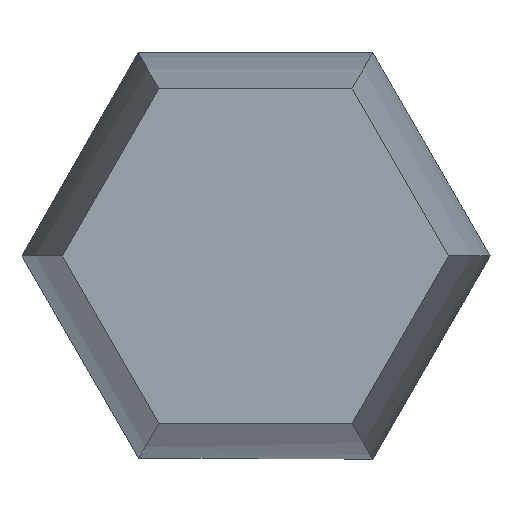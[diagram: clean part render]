
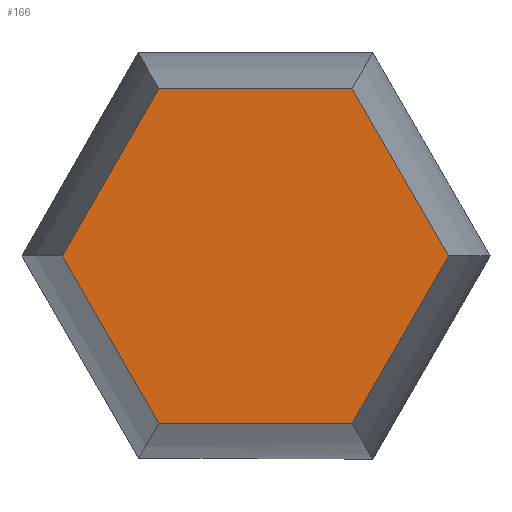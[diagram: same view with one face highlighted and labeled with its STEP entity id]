
A CAD part, front view. The second image highlights one B-rep face of the part: STEP entity #166.
In plain terms, the highlighted planar face has unit normal (0, -1, 0).
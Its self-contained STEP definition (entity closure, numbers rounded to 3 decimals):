
#5 = CARTESIAN_POINT ( 'NONE',  ( 26.726, 0., -46.292 ) ) ;
#11 = VECTOR ( 'NONE', #29, 1000. ) ;
#14 = VERTEX_POINT ( 'NONE', #200 ) ;
#19 = EDGE_CURVE ( 'NONE', #274, #246, #181, .T. ) ;
#22 = DIRECTION ( 'NONE',  ( -1., 0., 0. ) ) ;
#29 = DIRECTION ( 'NONE',  ( -0.5, 0., 0.866 ) ) ;
#30 = CARTESIAN_POINT ( 'NONE',  ( 53.453, 0., 0. ) ) ;
#33 = VECTOR ( 'NONE', #236, 1000. ) ;
#37 = EDGE_CURVE ( 'NONE', #40, #14, #53, .T. ) ;
#40 = VERTEX_POINT ( 'NONE', #5 ) ;
#49 = VECTOR ( 'NONE', #207, 1000. ) ;
#52 = LINE ( 'NONE', #205, #33 ) ;
#53 = LINE ( 'NONE', #235, #49 ) ;
#55 = CARTESIAN_POINT ( 'NONE',  ( 26.726, 0., 46.292 ) ) ;
#57 = CARTESIAN_POINT ( 'NONE',  ( 0., 0., 0. ) ) ;
#58 = LINE ( 'NONE', #127, #78 ) ;
#64 = EDGE_CURVE ( 'NONE', #228, #246, #84, .T. ) ;
#71 = ORIENTED_EDGE ( 'NONE', *, *, #64, .F. ) ;
#78 = VECTOR ( 'NONE', #260, 1000. ) ;
#84 = LINE ( 'NONE', #254, #145 ) ;
#87 = CARTESIAN_POINT ( 'NONE',  ( 65., 0., 46.292 ) ) ;
#96 = ORIENTED_EDGE ( 'NONE', *, *, #292, .F. ) ;
#105 = CARTESIAN_POINT ( 'NONE',  ( -53.453, 0., 0. ) ) ;
#109 = CARTESIAN_POINT ( 'NONE',  ( -26.726, 0., 46.292 ) ) ;
#123 = DIRECTION ( 'NONE',  ( 0.5, 0., 0.866 ) ) ;
#124 = CARTESIAN_POINT ( 'NONE',  ( 0.535, 0., -93.51 ) ) ;
#127 = CARTESIAN_POINT ( 'NONE',  ( -0.535, 0., -93.51 ) ) ;
#145 = VECTOR ( 'NONE', #123, 1000. ) ;
#165 = ORIENTED_EDGE ( 'NONE', *, *, #19, .T. ) ;
#166 = ADVANCED_FACE ( 'NONE', ( #210 ), #170, .F. ) ;
#170 = PLANE ( 'NONE',  #237 ) ;
#181 = LINE ( 'NONE', #87, #275 ) ;
#200 = CARTESIAN_POINT ( 'NONE',  ( -26.726, 0., -46.292 ) ) ;
#204 = LINE ( 'NONE', #124, #11 ) ;
#205 = CARTESIAN_POINT ( 'NONE',  ( 80.715, 0., -47.219 ) ) ;
#207 = DIRECTION ( 'NONE',  ( -1., 0., 0. ) ) ;
#210 = FACE_OUTER_BOUND ( 'NONE', #277, .T. ) ;
#215 = DIRECTION ( 'NONE',  ( 0., 0., 1. ) ) ;
#225 = EDGE_CURVE ( 'NONE', #14, #228, #204, .T. ) ;
#228 = VERTEX_POINT ( 'NONE', #105 ) ;
#235 = CARTESIAN_POINT ( 'NONE',  ( 65., 0., -46.292 ) ) ;
#236 = DIRECTION ( 'NONE',  ( 0.5, 0., -0.866 ) ) ;
#237 = AXIS2_PLACEMENT_3D ( 'NONE', #57, #243, #215 ) ;
#243 = DIRECTION ( 'NONE',  ( 0., 1., 0. ) ) ;
#245 = ORIENTED_EDGE ( 'NONE', *, *, #37, .F. ) ;
#246 = VERTEX_POINT ( 'NONE', #109 ) ;
#248 = EDGE_CURVE ( 'NONE', #274, #290, #52, .T. ) ;
#249 = ORIENTED_EDGE ( 'NONE', *, *, #248, .F. ) ;
#254 = CARTESIAN_POINT ( 'NONE',  ( -80.715, 0., -47.219 ) ) ;
#260 = DIRECTION ( 'NONE',  ( -0.5, 0., -0.866 ) ) ;
#274 = VERTEX_POINT ( 'NONE', #55 ) ;
#275 = VECTOR ( 'NONE', #22, 1000. ) ;
#277 = EDGE_LOOP ( 'NONE', ( #293, #245, #96, #249, #165, #71 ) ) ;
#290 = VERTEX_POINT ( 'NONE', #30 ) ;
#292 = EDGE_CURVE ( 'NONE', #290, #40, #58, .T. ) ;
#293 = ORIENTED_EDGE ( 'NONE', *, *, #225, .F. ) ;
